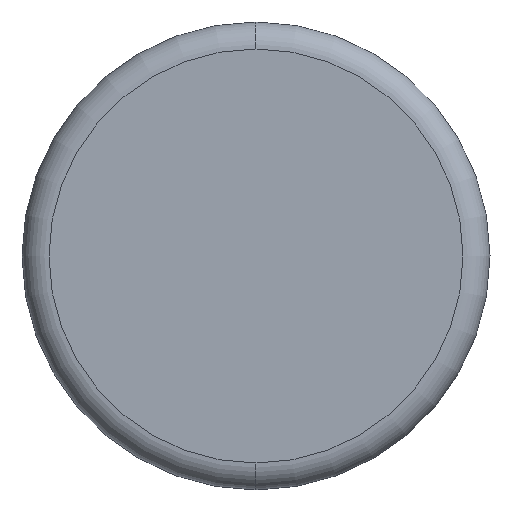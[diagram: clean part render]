
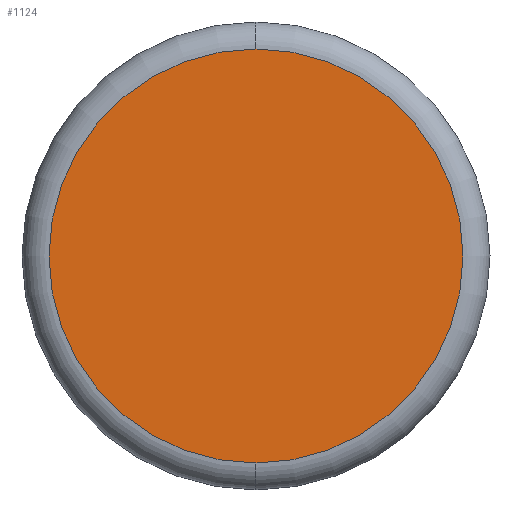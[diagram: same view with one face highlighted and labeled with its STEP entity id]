
A CAD part, left-side view. The second image highlights one B-rep face of the part: STEP entity #1124.
In plain terms, the highlighted planar face has unit normal (-1, 0, 0).
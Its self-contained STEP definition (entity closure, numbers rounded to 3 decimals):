
#41 = VERTEX_POINT ( 'NONE', #90 ) ;
#90 = CARTESIAN_POINT ( 'NONE',  ( -2.5, 0., -0.35 ) ) ;
#155 = DIRECTION ( 'NONE',  ( -1., 0., 0. ) ) ;
#174 = FACE_OUTER_BOUND ( 'NONE', #297, .T. ) ;
#196 = ORIENTED_EDGE ( 'NONE', *, *, #782, .T. ) ;
#247 = CARTESIAN_POINT ( 'NONE',  ( -2.5, 0., 0.8 ) ) ;
#274 = CIRCLE ( 'NONE', #322, 1.15 ) ;
#297 = EDGE_LOOP ( 'NONE', ( #834, #196 ) ) ;
#322 = AXIS2_PLACEMENT_3D ( 'NONE', #247, #155, #867 ) ;
#443 = CARTESIAN_POINT ( 'NONE',  ( -2.5, 0., 0.8 ) ) ;
#464 = CARTESIAN_POINT ( 'NONE',  ( -2.5, 0., 0.8 ) ) ;
#606 = AXIS2_PLACEMENT_3D ( 'NONE', #443, #1178, #800 ) ;
#714 = PLANE ( 'NONE',  #606 ) ;
#782 = EDGE_CURVE ( 'NONE', #1146, #41, #274, .T. ) ;
#791 = CIRCLE ( 'NONE', #957, 1.15 ) ;
#800 = DIRECTION ( 'NONE',  ( 0., 0., -1. ) ) ;
#834 = ORIENTED_EDGE ( 'NONE', *, *, #1154, .T. ) ;
#867 = DIRECTION ( 'NONE',  ( 0., 0., -1. ) ) ;
#957 = AXIS2_PLACEMENT_3D ( 'NONE', #464, #1137, #1123 ) ;
#996 = CARTESIAN_POINT ( 'NONE',  ( -2.5, 0., 1.95 ) ) ;
#1123 = DIRECTION ( 'NONE',  ( 0., 0., -1. ) ) ;
#1124 = ADVANCED_FACE ( 'NONE', ( #174 ), #714, .F. ) ;
#1137 = DIRECTION ( 'NONE',  ( -1., 0., 0. ) ) ;
#1146 = VERTEX_POINT ( 'NONE', #996 ) ;
#1154 = EDGE_CURVE ( 'NONE', #41, #1146, #791, .T. ) ;
#1178 = DIRECTION ( 'NONE',  ( 1., 0., 0. ) ) ;
